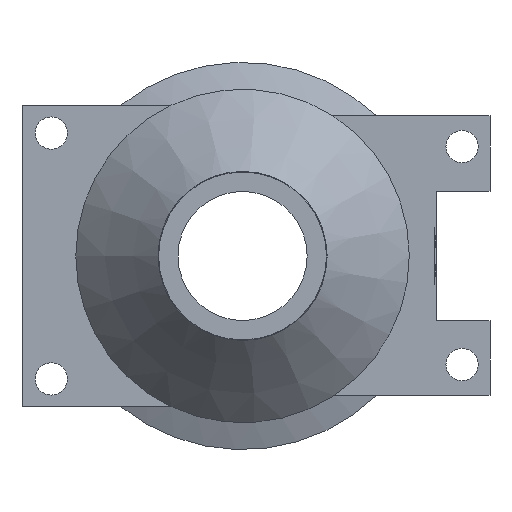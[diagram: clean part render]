
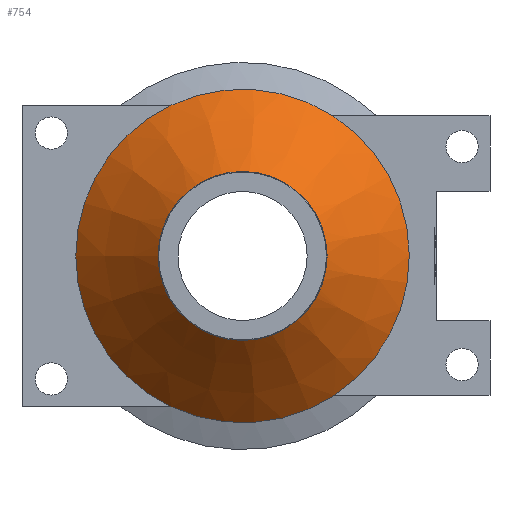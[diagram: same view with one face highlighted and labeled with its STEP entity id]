
A CAD part, front view. The second image highlights one B-rep face of the part: STEP entity #754.
In plain terms, the highlighted conical face has half-angle 43.264 degrees and reference radius 11.5 mm.
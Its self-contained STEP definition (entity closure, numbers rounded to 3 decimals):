
#26=CONICAL_SURFACE('',#836,11.5,0.755);
#91=FACE_OUTER_BOUND('',#140,.T.);
#140=EDGE_LOOP('',(#614,#615,#616,#617,#618,#619,#620,#621,#622,#623,#624,
#625));
#161=CIRCLE('',#786,15.5);
#180=CIRCLE('',#820,7.5);
#187=CIRCLE('',#834,15.5);
#189=CIRCLE('',#837,7.5);
#190=CIRCLE('',#838,7.5);
#191=CIRCLE('',#839,7.5);
#192=CIRCLE('',#840,15.5);
#193=CIRCLE('',#841,15.5);
#194=CIRCLE('',#842,15.5);
#195=CIRCLE('',#843,7.5);
#245=LINE('',#1278,#298);
#298=VECTOR('',#1021,11.5);
#306=VERTEX_POINT('',#1079);
#308=VERTEX_POINT('',#1082);
#332=VERTEX_POINT('',#1150);
#349=VERTEX_POINT('',#1203);
#350=VERTEX_POINT('',#1204);
#356=VERTEX_POINT('',#1235);
#362=VERTEX_POINT('',#1253);
#366=VERTEX_POINT('',#1272);
#367=VERTEX_POINT('',#1275);
#368=VERTEX_POINT('',#1277);
#380=EDGE_CURVE('',#308,#306,#161,.T.);
#436=EDGE_CURVE('',#350,#349,#180,.T.);
#460=EDGE_CURVE('',#362,#308,#187,.T.);
#462=EDGE_CURVE('',#366,#349,#189,.T.);
#463=EDGE_CURVE('',#356,#366,#190,.T.);
#464=EDGE_CURVE('',#367,#356,#191,.T.);
#465=EDGE_CURVE('',#367,#368,#245,.T.);
#466=EDGE_CURVE('',#368,#362,#192,.T.);
#467=EDGE_CURVE('',#306,#332,#193,.T.);
#468=EDGE_CURVE('',#332,#368,#194,.T.);
#469=EDGE_CURVE('',#350,#367,#195,.T.);
#614=ORIENTED_EDGE('',*,*,#436,.T.);
#615=ORIENTED_EDGE('',*,*,#462,.F.);
#616=ORIENTED_EDGE('',*,*,#463,.F.);
#617=ORIENTED_EDGE('',*,*,#464,.F.);
#618=ORIENTED_EDGE('',*,*,#465,.T.);
#619=ORIENTED_EDGE('',*,*,#466,.T.);
#620=ORIENTED_EDGE('',*,*,#460,.T.);
#621=ORIENTED_EDGE('',*,*,#380,.T.);
#622=ORIENTED_EDGE('',*,*,#467,.T.);
#623=ORIENTED_EDGE('',*,*,#468,.T.);
#624=ORIENTED_EDGE('',*,*,#465,.F.);
#625=ORIENTED_EDGE('',*,*,#469,.F.);
#754=ADVANCED_FACE('',(#91),#26,.T.);
#786=AXIS2_PLACEMENT_3D('',#1083,#869,#870);
#820=AXIS2_PLACEMENT_3D('',#1215,#968,#969);
#834=AXIS2_PLACEMENT_3D('',#1269,#1009,#1010);
#836=AXIS2_PLACEMENT_3D('',#1271,#1013,#1014);
#837=AXIS2_PLACEMENT_3D('',#1273,#1015,#1016);
#838=AXIS2_PLACEMENT_3D('',#1274,#1017,#1018);
#839=AXIS2_PLACEMENT_3D('',#1276,#1019,#1020);
#840=AXIS2_PLACEMENT_3D('',#1279,#1022,#1023);
#841=AXIS2_PLACEMENT_3D('',#1280,#1024,#1025);
#842=AXIS2_PLACEMENT_3D('',#1281,#1026,#1027);
#843=AXIS2_PLACEMENT_3D('',#1282,#1028,#1029);
#869=DIRECTION('center_axis',(0.,-1.,0.));
#870=DIRECTION('ref_axis',(1.,0.,0.));
#968=DIRECTION('center_axis',(0.,1.,0.));
#969=DIRECTION('ref_axis',(1.,0.,0.));
#1009=DIRECTION('center_axis',(0.,-1.,0.));
#1010=DIRECTION('ref_axis',(1.,0.,0.));
#1013=DIRECTION('center_axis',(0.,1.,0.));
#1014=DIRECTION('ref_axis',(1.,0.,0.));
#1015=DIRECTION('center_axis',(0.,-1.,0.));
#1016=DIRECTION('ref_axis',(1.,0.,0.));
#1017=DIRECTION('center_axis',(0.,-1.,0.));
#1018=DIRECTION('ref_axis',(1.,0.,0.));
#1019=DIRECTION('center_axis',(0.,-1.,0.));
#1020=DIRECTION('ref_axis',(1.,0.,0.));
#1021=DIRECTION('',(-0.685,0.728,0.));
#1022=DIRECTION('center_axis',(0.,-1.,0.));
#1023=DIRECTION('ref_axis',(1.,0.,0.));
#1024=DIRECTION('center_axis',(0.,-1.,0.));
#1025=DIRECTION('ref_axis',(1.,0.,0.));
#1026=DIRECTION('center_axis',(0.,-1.,0.));
#1027=DIRECTION('ref_axis',(1.,0.,0.));
#1028=DIRECTION('center_axis',(0.,-1.,0.));
#1029=DIRECTION('ref_axis',(1.,0.,0.));
#1079=CARTESIAN_POINT('',(8.379,8.5,13.04));
#1082=CARTESIAN_POINT('',(8.502,8.5,-12.96));
#1083=CARTESIAN_POINT('Origin',(0.,8.5,0.));
#1150=CARTESIAN_POINT('',(-6.652,8.5,14.));
#1203=CARTESIAN_POINT('',(7.128,0.,-2.331));
#1204=CARTESIAN_POINT('',(7.128,0.,2.331));
#1215=CARTESIAN_POINT('Origin',(0.,0.,0.));
#1235=CARTESIAN_POINT('',(-6.5,0.,-3.742));
#1253=CARTESIAN_POINT('',(-6.652,8.5,-14.));
#1269=CARTESIAN_POINT('Origin',(0.,8.5,0.));
#1271=CARTESIAN_POINT('Origin',(0.,4.25,0.));
#1272=CARTESIAN_POINT('',(6.5,0.,-3.742));
#1273=CARTESIAN_POINT('Origin',(0.,0.,0.));
#1274=CARTESIAN_POINT('Origin',(0.,0.,0.));
#1275=CARTESIAN_POINT('',(-7.5,0.,0.));
#1276=CARTESIAN_POINT('Origin',(0.,0.,0.));
#1277=CARTESIAN_POINT('',(-15.5,8.5,0.));
#1278=CARTESIAN_POINT('',(-11.5,4.25,0.));
#1279=CARTESIAN_POINT('Origin',(0.,8.5,0.));
#1280=CARTESIAN_POINT('Origin',(0.,8.5,0.));
#1281=CARTESIAN_POINT('Origin',(0.,8.5,0.));
#1282=CARTESIAN_POINT('Origin',(0.,0.,0.));
